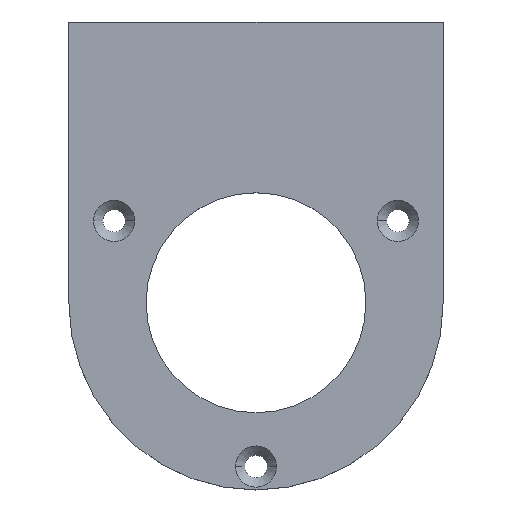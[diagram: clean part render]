
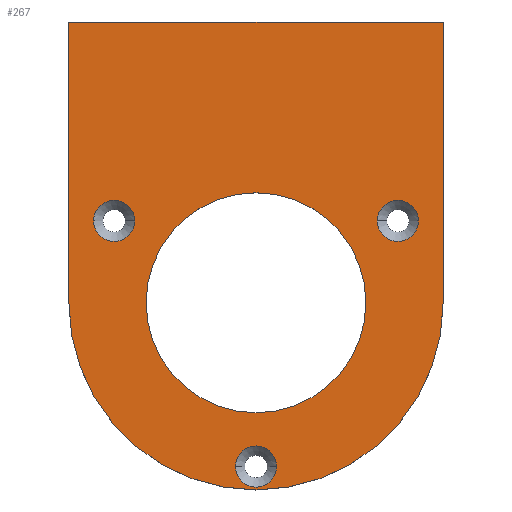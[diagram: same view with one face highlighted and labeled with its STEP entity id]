
A CAD part, top view. The second image highlights one B-rep face of the part: STEP entity #267.
In plain terms, the highlighted planar face has unit normal (0, 0, 1).
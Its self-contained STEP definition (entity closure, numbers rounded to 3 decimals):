
#7 = CARTESIAN_POINT ( 'NONE',  ( 0., -17.5, 5. ) ) ;
#8 = DIRECTION ( 'NONE',  ( 0., 0., 1. ) ) ;
#9 = DIRECTION ( 'NONE',  ( 1., 0., 0. ) ) ;
#49 = DIRECTION ( 'NONE',  ( 0., 0., 1. ) ) ;
#54 = CARTESIAN_POINT ( 'NONE',  ( 0., 0., 5. ) ) ;
#55 = DIRECTION ( 'NONE',  ( 1., 0., 0. ) ) ;
#56 = PLANE ( 'NONE',  #127 ) ;
#59 = DIRECTION ( 'NONE',  ( 0., 0., 1. ) ) ;
#62 = CARTESIAN_POINT ( 'NONE',  ( -15.155, 8.75, 5. ) ) ;
#65 = DIRECTION ( 'NONE',  ( 1., 0., 0. ) ) ;
#82 = CIRCLE ( 'NONE', #155, 2.2 ) ;
#99 = CIRCLE ( 'NONE', #161, 2.2 ) ;
#101 = CIRCLE ( 'NONE', #158, 11.75 ) ;
#105 = EDGE_CURVE ( 'NONE', #368, #470, #396, .T. ) ;
#106 = EDGE_CURVE ( 'NONE', #470, #364, #455, .T. ) ;
#110 = AXIS2_PLACEMENT_3D ( 'NONE', #527, #526, #532 ) ;
#111 = AXIS2_PLACEMENT_3D ( 'NONE', #348, #345, #350 ) ;
#112 = AXIS2_PLACEMENT_3D ( 'NONE', #349, #347, #343 ) ;
#116 = AXIS2_PLACEMENT_3D ( 'NONE', #62, #59, #65 ) ;
#120 = AXIS2_PLACEMENT_3D ( 'NONE', #590, #651, #650 ) ;
#127 = AXIS2_PLACEMENT_3D ( 'NONE', #54, #49, #55 ) ;
#145 = AXIS2_PLACEMENT_3D ( 'NONE', #486, #487, #492 ) ;
#155 = AXIS2_PLACEMENT_3D ( 'NONE', #699, #700, #701 ) ;
#158 = AXIS2_PLACEMENT_3D ( 'NONE', #711, #712, #713 ) ;
#161 = AXIS2_PLACEMENT_3D ( 'NONE', #7, #8, #9 ) ;
#191 = EDGE_CURVE ( 'NONE', #364, #377, #448, .T. ) ;
#198 = EDGE_CURVE ( 'NONE', #377, #368, #404, .T. ) ;
#199 = EDGE_CURVE ( 'NONE', #462, #365, #421, .T. ) ;
#200 = EDGE_CURVE ( 'NONE', #390, #407, #478, .T. ) ;
#205 = EDGE_CURVE ( 'NONE', #365, #462, #446, .T. ) ;
#213 = ORIENTED_EDGE ( 'NONE', *, *, #730, .F. ) ;
#215 = ORIENTED_EDGE ( 'NONE', *, *, #205, .F. ) ;
#217 = ORIENTED_EDGE ( 'NONE', *, *, #261, .F. ) ;
#219 = ORIENTED_EDGE ( 'NONE', *, *, #331, .F. ) ;
#221 = ORIENTED_EDGE ( 'NONE', *, *, #577, .F. ) ;
#224 = ORIENTED_EDGE ( 'NONE', *, *, #581, .T. ) ;
#227 = ORIENTED_EDGE ( 'NONE', *, *, #199, .F. ) ;
#234 = ORIENTED_EDGE ( 'NONE', *, *, #191, .T. ) ;
#237 = ORIENTED_EDGE ( 'NONE', *, *, #200, .T. ) ;
#238 = ORIENTED_EDGE ( 'NONE', *, *, #198, .T. ) ;
#249 = EDGE_LOOP ( 'NONE', ( #234, #238, #325, #663 ) ) ;
#256 = EDGE_LOOP ( 'NONE', ( #217, #219 ) ) ;
#257 = EDGE_LOOP ( 'NONE', ( #227, #215 ) ) ;
#258 = EDGE_LOOP ( 'NONE', ( #237, #224 ) ) ;
#260 = EDGE_LOOP ( 'NONE', ( #213, #221 ) ) ;
#261 = EDGE_CURVE ( 'NONE', #417, #378, #376, .T. ) ;
#267 = ADVANCED_FACE ( 'NONE', ( #635, #631, #625, #615, #636 ), #56, .T. ) ;
#325 = ORIENTED_EDGE ( 'NONE', *, *, #105, .T. ) ;
#331 = EDGE_CURVE ( 'NONE', #378, #417, #338, .T. ) ;
#338 = CIRCLE ( 'NONE', #145, 2.2 ) ;
#343 = DIRECTION ( 'NONE',  ( 1., 0., 0. ) ) ;
#345 = DIRECTION ( 'NONE',  ( 0., 0., 1. ) ) ;
#347 = DIRECTION ( 'NONE',  ( 0., 0., -1. ) ) ;
#348 = CARTESIAN_POINT ( 'NONE',  ( -15.155, 8.75, 5. ) ) ;
#349 = CARTESIAN_POINT ( 'NONE',  ( 0., 0., 5. ) ) ;
#350 = DIRECTION ( 'NONE',  ( 1., 0., 0. ) ) ;
#351 = CARTESIAN_POINT ( 'NONE',  ( -20., 30., 5. ) ) ;
#364 = VERTEX_POINT ( 'NONE', #351 ) ;
#365 = VERTEX_POINT ( 'NONE', #496 ) ;
#367 = VERTEX_POINT ( 'NONE', #497 ) ;
#368 = VERTEX_POINT ( 'NONE', #504 ) ;
#376 = CIRCLE ( 'NONE', #120, 2.2 ) ;
#377 = VERTEX_POINT ( 'NONE', #508 ) ;
#378 = VERTEX_POINT ( 'NONE', #507 ) ;
#390 = VERTEX_POINT ( 'NONE', #506 ) ;
#394 = VECTOR ( 'NONE', #548, 1000. ) ;
#396 = LINE ( 'NONE', #531, #400 ) ;
#400 = VECTOR ( 'NONE', #543, 1000. ) ;
#404 = CIRCLE ( 'NONE', #110, 20. ) ;
#407 = VERTEX_POINT ( 'NONE', #513 ) ;
#411 = VECTOR ( 'NONE', #536, 1000. ) ;
#417 = VERTEX_POINT ( 'NONE', #512 ) ;
#421 = CIRCLE ( 'NONE', #111, 2.2 ) ;
#446 = CIRCLE ( 'NONE', #116, 2.2 ) ;
#448 = LINE ( 'NONE', #537, #394 ) ;
#455 = LINE ( 'NONE', #553, #411 ) ;
#462 = VERTEX_POINT ( 'NONE', #607 ) ;
#470 = VERTEX_POINT ( 'NONE', #489 ) ;
#475 = VERTEX_POINT ( 'NONE', #605 ) ;
#478 = CIRCLE ( 'NONE', #112, 11.75 ) ;
#486 = CARTESIAN_POINT ( 'NONE',  ( 15.155, 8.75, 5. ) ) ;
#487 = DIRECTION ( 'NONE',  ( 0., 0., 1. ) ) ;
#489 = CARTESIAN_POINT ( 'NONE',  ( 20., 30., 5. ) ) ;
#492 = DIRECTION ( 'NONE',  ( 1., 0., 0. ) ) ;
#496 = CARTESIAN_POINT ( 'NONE',  ( -17.355, 8.75, 5. ) ) ;
#497 = CARTESIAN_POINT ( 'NONE',  ( -2.2, -17.5, 5. ) ) ;
#504 = CARTESIAN_POINT ( 'NONE',  ( 20., 0., 5. ) ) ;
#506 = CARTESIAN_POINT ( 'NONE',  ( -11.75, 0., 5. ) ) ;
#507 = CARTESIAN_POINT ( 'NONE',  ( 12.955, 8.75, 5. ) ) ;
#508 = CARTESIAN_POINT ( 'NONE',  ( -20., 0., 5. ) ) ;
#512 = CARTESIAN_POINT ( 'NONE',  ( 17.355, 8.75, 5. ) ) ;
#513 = CARTESIAN_POINT ( 'NONE',  ( 11.75, 0., 5. ) ) ;
#526 = DIRECTION ( 'NONE',  ( 0., 0., 1. ) ) ;
#527 = CARTESIAN_POINT ( 'NONE',  ( 0., 0., 5. ) ) ;
#531 = CARTESIAN_POINT ( 'NONE',  ( 20., 0., 5. ) ) ;
#532 = DIRECTION ( 'NONE',  ( 1., 0., 0. ) ) ;
#536 = DIRECTION ( 'NONE',  ( -1., 0., 0. ) ) ;
#537 = CARTESIAN_POINT ( 'NONE',  ( -20., 0., 5. ) ) ;
#543 = DIRECTION ( 'NONE',  ( 0., 1., 0. ) ) ;
#548 = DIRECTION ( 'NONE',  ( 0., -1., 0. ) ) ;
#553 = CARTESIAN_POINT ( 'NONE',  ( 20., 30., 5. ) ) ;
#577 = EDGE_CURVE ( 'NONE', #367, #475, #82, .T. ) ;
#581 = EDGE_CURVE ( 'NONE', #407, #390, #101, .T. ) ;
#590 = CARTESIAN_POINT ( 'NONE',  ( 15.155, 8.75, 5. ) ) ;
#605 = CARTESIAN_POINT ( 'NONE',  ( 2.2, -17.5, 5. ) ) ;
#607 = CARTESIAN_POINT ( 'NONE',  ( -12.955, 8.75, 5. ) ) ;
#615 = FACE_BOUND ( 'NONE', #258, .T. ) ;
#625 = FACE_BOUND ( 'NONE', #260, .T. ) ;
#631 = FACE_BOUND ( 'NONE', #257, .T. ) ;
#635 = FACE_BOUND ( 'NONE', #256, .T. ) ;
#636 = FACE_OUTER_BOUND ( 'NONE', #249, .T. ) ;
#650 = DIRECTION ( 'NONE',  ( 1., 0., 0. ) ) ;
#651 = DIRECTION ( 'NONE',  ( 0., 0., 1. ) ) ;
#663 = ORIENTED_EDGE ( 'NONE', *, *, #106, .T. ) ;
#699 = CARTESIAN_POINT ( 'NONE',  ( 0., -17.5, 5. ) ) ;
#700 = DIRECTION ( 'NONE',  ( 0., 0., 1. ) ) ;
#701 = DIRECTION ( 'NONE',  ( 1., 0., 0. ) ) ;
#711 = CARTESIAN_POINT ( 'NONE',  ( 0., 0., 5. ) ) ;
#712 = DIRECTION ( 'NONE',  ( 0., 0., -1. ) ) ;
#713 = DIRECTION ( 'NONE',  ( 1., 0., 0. ) ) ;
#730 = EDGE_CURVE ( 'NONE', #475, #367, #99, .T. ) ;
